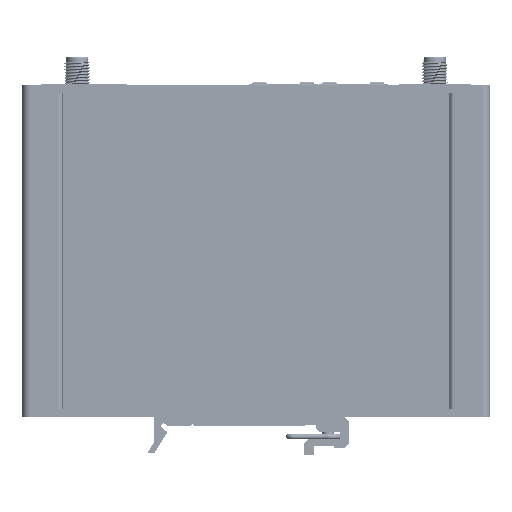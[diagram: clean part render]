
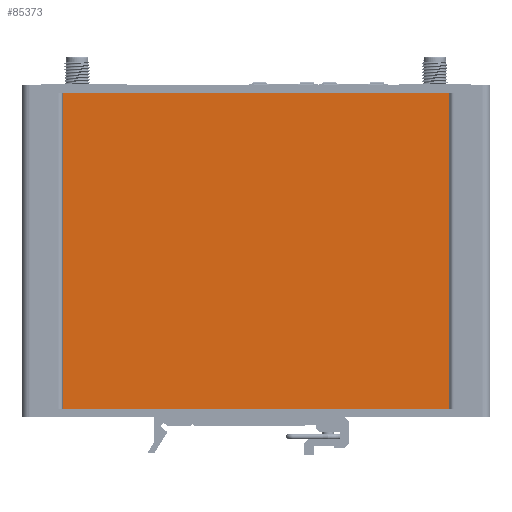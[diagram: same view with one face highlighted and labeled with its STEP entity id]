
A CAD part, front view. The second image highlights one B-rep face of the part: STEP entity #85373.
In plain terms, the highlighted planar face has unit normal (0, -1, 0).
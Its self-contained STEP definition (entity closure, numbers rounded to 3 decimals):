
#575 = VERTEX_POINT ( 'NONE', #7785 ) ;
#7785 = CARTESIAN_POINT ( 'NONE',  ( 46.8, -20., 76.3 ) ) ;
#13208 = VECTOR ( 'NONE', #329960, 1000. ) ;
#38979 = CARTESIAN_POINT ( 'NONE',  ( -46.8, -20., 76.3 ) ) ;
#40317 = DIRECTION ( 'NONE',  ( 0., 0., -1. ) ) ;
#45601 = DIRECTION ( 'NONE',  ( 1., 0., 0. ) ) ;
#49477 = VERTEX_POINT ( 'NONE', #38979 ) ;
#65353 = ORIENTED_EDGE ( 'NONE', *, *, #319559, .T. ) ;
#85373 = ADVANCED_FACE ( 'NONE', ( #368834 ), #218002, .F. ) ;
#103146 = CARTESIAN_POINT ( 'NONE',  ( -46.8, -20., 0. ) ) ;
#107738 = LINE ( 'NONE', #103146, #126207 ) ;
#112227 = VECTOR ( 'NONE', #40317, 1000. ) ;
#114034 = CARTESIAN_POINT ( 'NONE',  ( -46.8, -20., 76.3 ) ) ;
#124628 = CARTESIAN_POINT ( 'NONE',  ( 46.8, -20., 76.3 ) ) ;
#126207 = VECTOR ( 'NONE', #45601, 1000. ) ;
#133275 = DIRECTION ( 'NONE',  ( 0., 1., 0. ) ) ;
#139198 = EDGE_CURVE ( 'NONE', #575, #157173, #366543, .T. ) ;
#144985 = CARTESIAN_POINT ( 'NONE',  ( 46.8, -20., 0. ) ) ;
#157173 = VERTEX_POINT ( 'NONE', #144985 ) ;
#168381 = CARTESIAN_POINT ( 'NONE',  ( -46.8, -20., 0. ) ) ;
#179146 = EDGE_CURVE ( 'NONE', #49477, #575, #326064, .T. ) ;
#186388 = ORIENTED_EDGE ( 'NONE', *, *, #179146, .F. ) ;
#192577 = VERTEX_POINT ( 'NONE', #168381 ) ;
#218002 = PLANE ( 'NONE',  #340283 ) ;
#228585 = ORIENTED_EDGE ( 'NONE', *, *, #139198, .F. ) ;
#258166 = EDGE_LOOP ( 'NONE', ( #279667, #228585, #186388, #65353 ) ) ;
#277012 = CARTESIAN_POINT ( 'NONE',  ( -46.8, -20., 76.3 ) ) ;
#279667 = ORIENTED_EDGE ( 'NONE', *, *, #338292, .T. ) ;
#280811 = DIRECTION ( 'NONE',  ( 0., 0., 1. ) ) ;
#319559 = EDGE_CURVE ( 'NONE', #49477, #192577, #378618, .T. ) ;
#326064 = LINE ( 'NONE', #114034, #372101 ) ;
#329960 = DIRECTION ( 'NONE',  ( 0., 0., -1. ) ) ;
#338292 = EDGE_CURVE ( 'NONE', #192577, #157173, #107738, .T. ) ;
#340283 = AXIS2_PLACEMENT_3D ( 'NONE', #277012, #133275, #280811 ) ;
#363597 = CARTESIAN_POINT ( 'NONE',  ( -46.8, -20., 76.3 ) ) ;
#366543 = LINE ( 'NONE', #124628, #13208 ) ;
#368834 = FACE_OUTER_BOUND ( 'NONE', #258166, .T. ) ;
#372101 = VECTOR ( 'NONE', #377228, 1000. ) ;
#377228 = DIRECTION ( 'NONE',  ( 1., 0., 0. ) ) ;
#378618 = LINE ( 'NONE', #363597, #112227 ) ;
